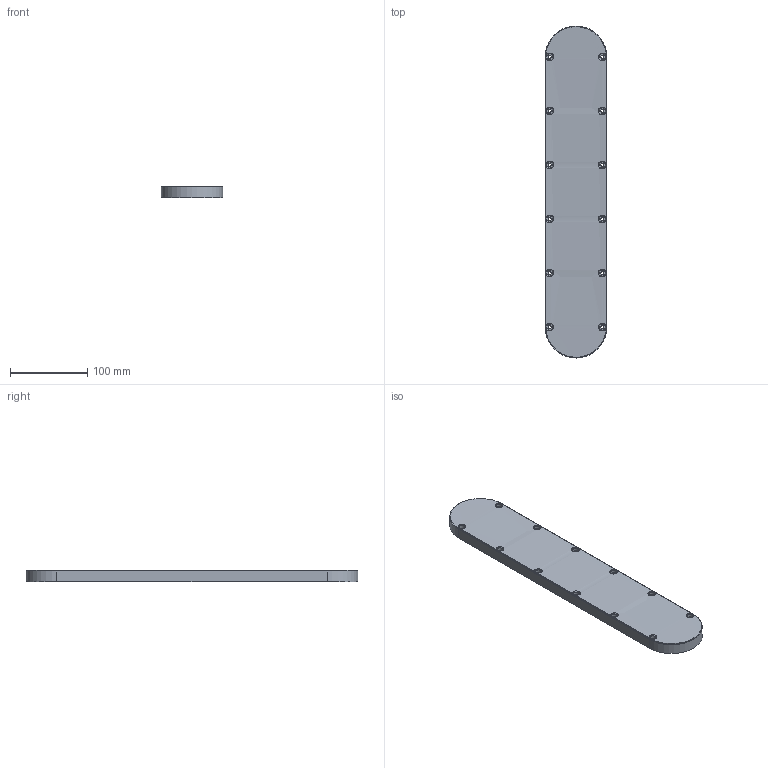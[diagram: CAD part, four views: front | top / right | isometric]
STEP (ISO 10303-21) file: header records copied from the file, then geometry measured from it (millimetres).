
FILE_DESCRIPTION (( 'STEP AP203' ), '1' );
FILE_NAME ('Arm Cover_Default_sldprt.STEP', '2024-10-03T12:10:11', ( '' ), ( '' ), 'SwSTEP 2.0', 'SolidWorks 2023', '' );
FILE_SCHEMA (( 'CONFIG_CONTROL_DESIGN' ));
Length unit declared in the file: millimetre
Products named in the file (1): Arm Cover_Default_sldprt
Bounding box: 80 x 430 x 15 mm (x, y, z)
Volume: 465056.3 mm3; surface area: 82868 mm2
Topology: 1 solids, 1 shells, 95 faces, 240 edges, 160 vertices
Faces by surface type: cylinder 52, bspline 25, plane 18
Entity records: 7534 total; most frequent: CARTESIAN_POINT 5260, ORIENTED_EDGE 480, DIRECTION 408, EDGE_CURVE 240, AXIS2_PLACEMENT_3D 173, VERTEX_POINT 160, EDGE_LOOP 132, CIRCLE 102
